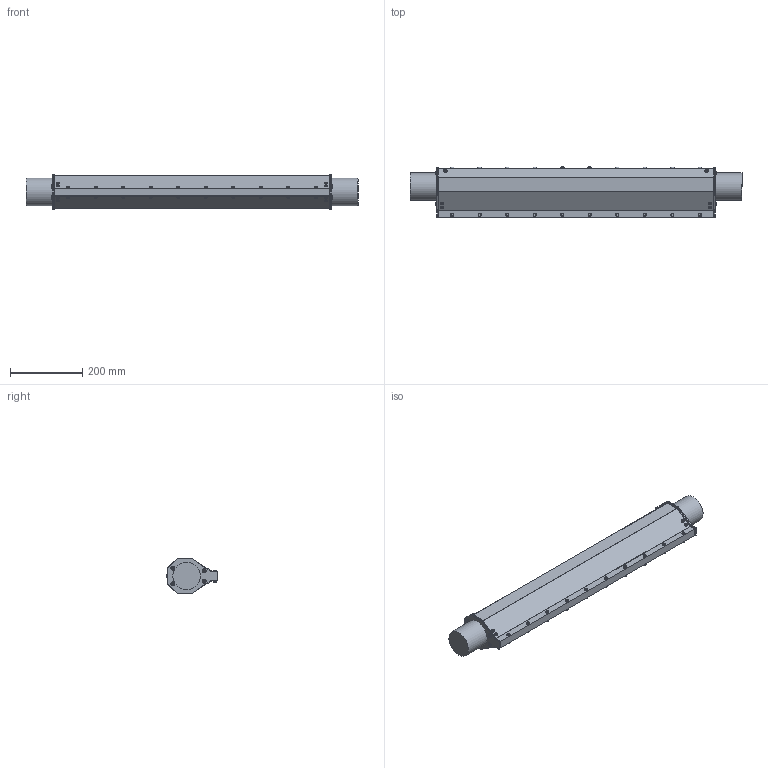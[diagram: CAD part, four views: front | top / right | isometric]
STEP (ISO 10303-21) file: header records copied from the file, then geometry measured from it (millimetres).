
FILE_DESCRIPTION(/* description */ (''),/* implementation_level */ '2;1');
FILE_NAME(/* name */ 'MAP2xxxxxx030 DUMMY.stp',/* time_stamp */ '2018-02-02T12:27:25-05:00',/* author */ ('James'),/* organization */ (''),/* preprocessor_version */ 'ST-DEVELOPER v16.5',/* originating_system */ 'Autodesk Inventor 2017',/* authorisation */ '');
FILE_SCHEMA (('AUTOMOTIVE_DESIGN { 1 0 10303 214 3 1 1 }'));
Products named in the file (1): WIP
Bounding box: 919.18 x 139.7 x 96.52 mm (x, y, z)
Volume: 7121175.8 mm3; surface area: 348805.8 mm2
Topology: 1 solids, 1 shells, 685 faces, 1492 edges, 952 vertices
Faces by surface type: plane 301, cone 190, cylinder 134, sphere 30, bspline 20, torus 10
Full cylindrical faces by diameter (mm): 7.6 x8, 9 x28, 9.5 x12, 10.5 x10, 11 x22, 76.2 x2
Entity records: 40774 total; most frequent: CARTESIAN_POINT 26923, DIRECTION 2734, ORIENTED_EDGE 2680, EDGE_CURVE 1340, AXIS2_PLACEMENT_3D 1168, EDGE_LOOP 930, VERTEX_POINT 902, FACE_OUTER_BOUND 685
